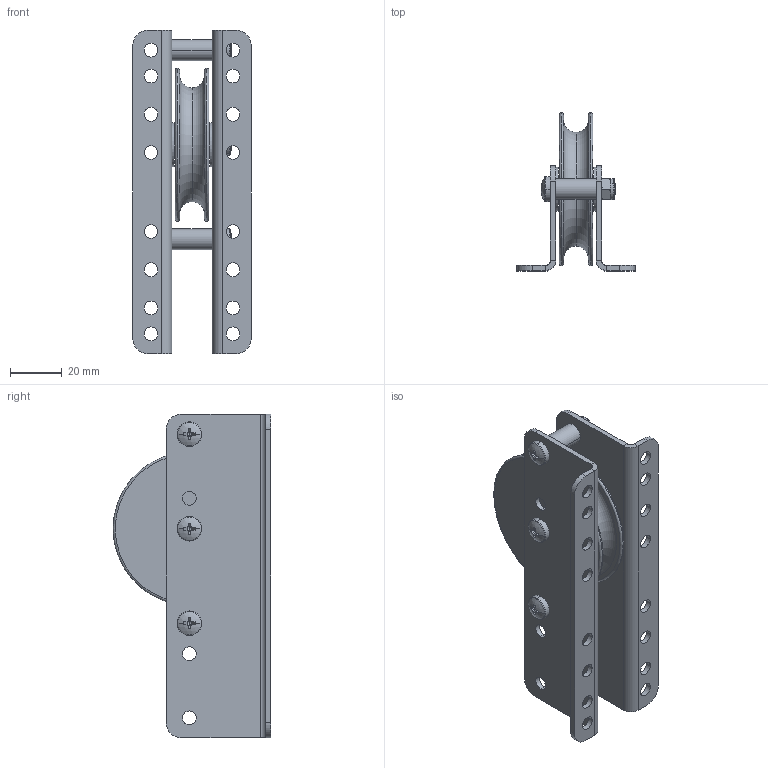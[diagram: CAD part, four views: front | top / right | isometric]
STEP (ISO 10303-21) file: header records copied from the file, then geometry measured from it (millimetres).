
FILE_DESCRIPTION (( 'STEP AP203' ), '1' );
FILE_NAME ('T63775.STEP', '2018-08-16T12:40:00', ( '' ), ( '' ), 'SwSTEP 2.0', 'SolidWorks 2016', '' );
FILE_SCHEMA (( 'CONFIG_CONTROL_DESIGN' ));
Length unit declared in the file: millimetre
Products named in the file (7): SW3dPS-nyloc nut, st stl a2 iso_M5 NYLOC; TH2658; Pan Head Cross Recess Screw_Doughty Fastners_ISO 7045 - M5 x 25 - Z --- 25S; T63775; plain washer form b_doughty fastners - stainless_Bright washer BS 4320 - M8 (Form B); TH1105; TH2659
Assembly tree (14 placements, depth 2):
  T63775
    TH1105
    TH2659  x3
    TH2658  x2
    SW3dPS-nyloc nut, st stl a2 iso_M5 NYLOC  x3
    plain washer form b_doughty fastners - stainless_Bright washer BS 4320 - M8 (Form B)  x2
    Pan Head Cross Recess Screw_Doughty Fastners_ISO 7045 - M5 x 25 - Z --- 25S  x3
Bounding box: 45.7 x 61 x 125 mm (x, y, z)
Volume: 53507.7 mm3; surface area: 42489 mm2
Topology: 14 solids, 14 shells, 875 faces, 2240 edges, 1395 vertices
Faces by surface type: cone 420, cylinder 294, plane 119, torus 36, sphere 6
Entity records: 10951 total; most frequent: DIRECTION 1956, CARTESIAN_POINT 1789, ORIENTED_EDGE 1628, AXIS2_PLACEMENT_3D 836, EDGE_CURVE 814, VERTEX_POINT 509, CIRCLE 498, EDGE_LOOP 361
